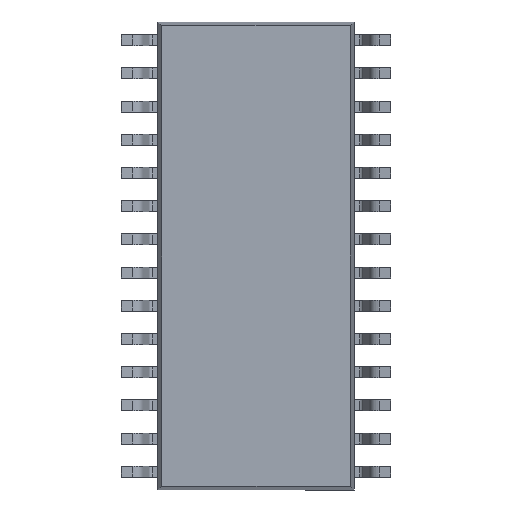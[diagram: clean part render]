
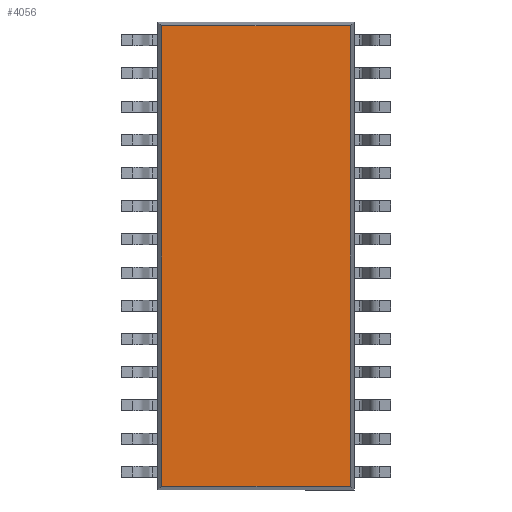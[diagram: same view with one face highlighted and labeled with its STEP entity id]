
A CAD part, front view. The second image highlights one B-rep face of the part: STEP entity #4056.
In plain terms, the highlighted planar face has unit normal (0, -1, 0).
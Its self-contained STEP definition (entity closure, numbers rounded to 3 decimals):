
#779 = EDGE_CURVE ( 'NONE', #7482, #2130, #11720, .T. ) ;
#1160 = EDGE_CURVE ( 'NONE', #11202, #7482, #5534, .T. ) ;
#1609 = VERTEX_POINT ( 'NONE', #1610 ) ;
#1610 = CARTESIAN_POINT ( 'NONE',  ( -3.604, 0.3, 8.804 ) ) ;
#1726 = CARTESIAN_POINT ( 'NONE',  ( 0., 0.3, 0. ) ) ;
#2130 = VERTEX_POINT ( 'NONE', #11534 ) ;
#2843 = DIRECTION ( 'NONE',  ( 0., 0., -1. ) ) ;
#4056 = ADVANCED_FACE ( 'NONE', ( #10230 ), #9606, .T. ) ;
#4511 = LINE ( 'NONE', #12720, #12084 ) ;
#5167 = ORIENTED_EDGE ( 'NONE', *, *, #7617, .T. ) ;
#5534 = LINE ( 'NONE', #11727, #10623 ) ;
#5575 = CARTESIAN_POINT ( 'NONE',  ( 3.604, 0.3, -8.95 ) ) ;
#5710 = CARTESIAN_POINT ( 'NONE',  ( 3.604, 0.3, -8.804 ) ) ;
#5729 = ORIENTED_EDGE ( 'NONE', *, *, #12251, .T. ) ;
#5824 = DIRECTION ( 'NONE',  ( 1., 0., 0. ) ) ;
#6006 = DIRECTION ( 'NONE',  ( -1., 0., 0. ) ) ;
#6070 = ORIENTED_EDGE ( 'NONE', *, *, #1160, .T. ) ;
#6776 = ORIENTED_EDGE ( 'NONE', *, *, #779, .T. ) ;
#6867 = CARTESIAN_POINT ( 'NONE',  ( -3.604, 0.3, -8.804 ) ) ;
#6887 = LINE ( 'NONE', #8829, #9354 ) ;
#7482 = VERTEX_POINT ( 'NONE', #5710 ) ;
#7617 = EDGE_CURVE ( 'NONE', #2130, #1609, #6887, .T. ) ;
#7893 = EDGE_LOOP ( 'NONE', ( #6070, #6776, #5167, #5729 ) ) ;
#8829 = CARTESIAN_POINT ( 'NONE',  ( 3.75, 0.3, 8.804 ) ) ;
#9077 = VECTOR ( 'NONE', #12600, 1000. ) ;
#9354 = VECTOR ( 'NONE', #6006, 1000. ) ;
#9606 = PLANE ( 'NONE',  #11289 ) ;
#10230 = FACE_OUTER_BOUND ( 'NONE', #7893, .T. ) ;
#10623 = VECTOR ( 'NONE', #5824, 1000. ) ;
#10660 = DIRECTION ( 'NONE',  ( 0., -1., 0. ) ) ;
#11202 = VERTEX_POINT ( 'NONE', #6867 ) ;
#11289 = AXIS2_PLACEMENT_3D ( 'NONE', #1726, #10660, #2843 ) ;
#11534 = CARTESIAN_POINT ( 'NONE',  ( 3.604, 0.3, 8.804 ) ) ;
#11720 = LINE ( 'NONE', #5575, #9077 ) ;
#11727 = CARTESIAN_POINT ( 'NONE',  ( -3.75, 0.3, -8.804 ) ) ;
#11737 = DIRECTION ( 'NONE',  ( 0., 0., -1. ) ) ;
#12084 = VECTOR ( 'NONE', #11737, 1000. ) ;
#12251 = EDGE_CURVE ( 'NONE', #1609, #11202, #4511, .T. ) ;
#12600 = DIRECTION ( 'NONE',  ( 0., 0., 1. ) ) ;
#12720 = CARTESIAN_POINT ( 'NONE',  ( -3.604, 0.3, 8.95 ) ) ;
